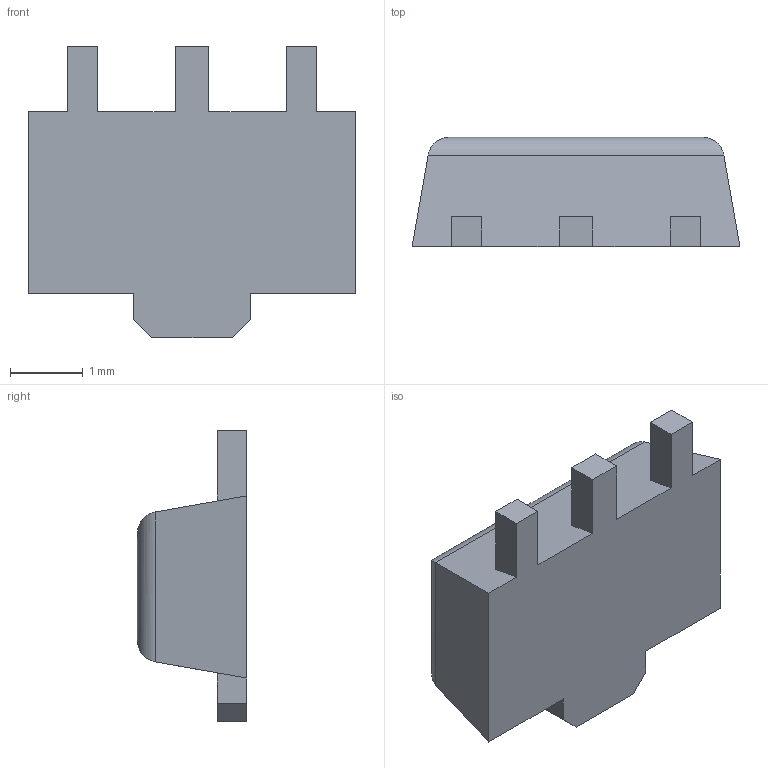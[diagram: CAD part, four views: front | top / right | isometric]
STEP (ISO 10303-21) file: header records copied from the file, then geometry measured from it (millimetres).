
FILE_DESCRIPTION (( 'STEP AP214' ), '1' );
FILE_NAME ('B3BC5237-CE0D-4080-B468-C68BF5AA1F19.STEP', '2008-06-26T17:43:14', ( 'SysAdmin' ), ( 'SolidWorks' ), 'SwSTEP 2.0', 'SolidWorks 2008', '' );
FILE_SCHEMA (( 'AUTOMOTIVE_DESIGN' ));
Length unit declared in the file: millimetre
Products named in the file (1): B3BC5237-CE0D-4080-B468-C68BF5AA1F19
Bounding box: 4.5 x 1.5 x 4 mm (x, y, z)
Volume: 15 mm3; surface area: 44.7 mm2
Topology: 1 solids, 1 shells, 28 faces, 74 edges, 48 vertices
Faces by surface type: plane 24, cylinder 4
Entity records: 968 total; most frequent: CARTESIAN_POINT 163, ORIENTED_EDGE 148, DIRECTION 128, EDGE_CURVE 74, VECTOR 70, LINE 70, VERTEX_POINT 48, AXIS2_PLACEMENT_3D 29
